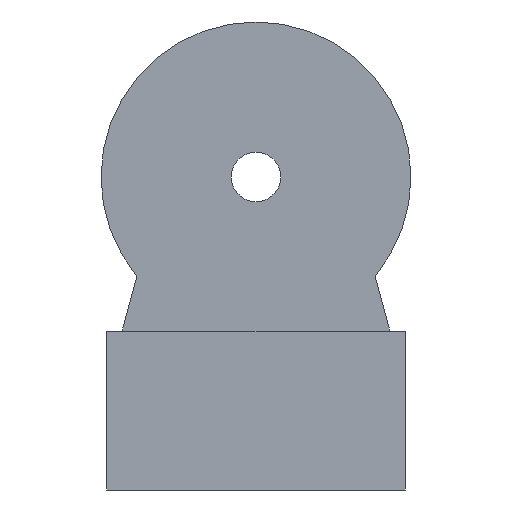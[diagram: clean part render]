
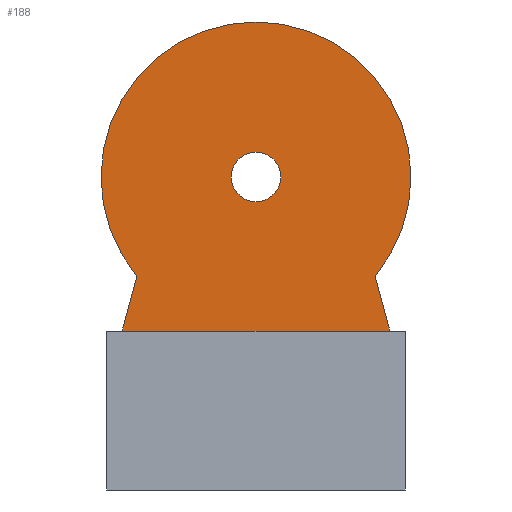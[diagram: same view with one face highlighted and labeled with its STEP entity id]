
A CAD part, front view. The second image highlights one B-rep face of the part: STEP entity #188.
In plain terms, the highlighted planar face has unit normal (0, -1, 0).
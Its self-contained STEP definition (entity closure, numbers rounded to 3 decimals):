
#2 = LINE ( 'NONE', #294, #463 ) ;
#19 = CARTESIAN_POINT ( 'NONE',  ( 0., -34.29, 80.023 ) ) ;
#25 = EDGE_CURVE ( 'NONE', #439, #301, #688, .T. ) ;
#49 = EDGE_LOOP ( 'NONE', ( #91, #587, #127, #322, #671 ) ) ;
#82 = DIRECTION ( 'NONE',  ( 0., 1., 0. ) ) ;
#89 = DIRECTION ( 'NONE',  ( 0., 0., -1. ) ) ;
#90 = FACE_BOUND ( 'NONE', #264, .T. ) ;
#91 = ORIENTED_EDGE ( 'NONE', *, *, #332, .F. ) ;
#108 = VECTOR ( 'NONE', #373, 1000. ) ;
#121 = EDGE_CURVE ( 'NONE', #716, #237, #554, .T. ) ;
#124 = CIRCLE ( 'NONE', #514, 6.35 ) ;
#127 = ORIENTED_EDGE ( 'NONE', *, *, #637, .F. ) ;
#128 = DIRECTION ( 'NONE',  ( 0., 1., 0. ) ) ;
#156 = DIRECTION ( 'NONE',  ( 0., -1., 0. ) ) ;
#178 = CARTESIAN_POINT ( 'NONE',  ( -34.29, -34.29, 40.399 ) ) ;
#179 = ORIENTED_EDGE ( 'NONE', *, *, #121, .F. ) ;
#188 = ADVANCED_FACE ( 'NONE', ( #90, #443 ), #236, .F. ) ;
#199 = CARTESIAN_POINT ( 'NONE',  ( 0., -34.29, 80.023 ) ) ;
#207 = EDGE_CURVE ( 'NONE', #540, #658, #2, .T. ) ;
#218 = AXIS2_PLACEMENT_3D ( 'NONE', #199, #82, #362 ) ;
#228 = DIRECTION ( 'NONE',  ( 0., 1., 0. ) ) ;
#236 = PLANE ( 'NONE',  #666 ) ;
#237 = VERTEX_POINT ( 'NONE', #552 ) ;
#244 = DIRECTION ( 'NONE',  ( 0., -1., 0. ) ) ;
#259 = LINE ( 'NONE', #435, #108 ) ;
#264 = EDGE_LOOP ( 'NONE', ( #179, #695 ) ) ;
#285 = EDGE_CURVE ( 'NONE', #237, #716, #124, .T. ) ;
#294 = CARTESIAN_POINT ( 'NONE',  ( 34.29, -34.29, 40.399 ) ) ;
#301 = VERTEX_POINT ( 'NONE', #308 ) ;
#308 = CARTESIAN_POINT ( 'NONE',  ( -30.463, -34.29, 54.683 ) ) ;
#322 = ORIENTED_EDGE ( 'NONE', *, *, #542, .F. ) ;
#331 = CARTESIAN_POINT ( 'NONE',  ( -34.225, -34.29, 40.64 ) ) ;
#332 = EDGE_CURVE ( 'NONE', #658, #439, #259, .T. ) ;
#362 = DIRECTION ( 'NONE',  ( 0., 0., 1. ) ) ;
#373 = DIRECTION ( 'NONE',  ( -1., 0., 0. ) ) ;
#402 = CARTESIAN_POINT ( 'NONE',  ( 0., -34.29, 80.023 ) ) ;
#417 = DIRECTION ( 'NONE',  ( 0.259, 0., -0.966 ) ) ;
#435 = CARTESIAN_POINT ( 'NONE',  ( 0., -34.29, 40.64 ) ) ;
#439 = VERTEX_POINT ( 'NONE', #331 ) ;
#443 = FACE_OUTER_BOUND ( 'NONE', #49, .T. ) ;
#451 = AXIS2_PLACEMENT_3D ( 'NONE', #474, #244, #670 ) ;
#463 = VECTOR ( 'NONE', #417, 1000. ) ;
#474 = CARTESIAN_POINT ( 'NONE',  ( 0., -34.29, 80.023 ) ) ;
#513 = DIRECTION ( 'NONE',  ( 0.259, 0., 0.966 ) ) ;
#514 = AXIS2_PLACEMENT_3D ( 'NONE', #733, #156, #89 ) ;
#515 = CARTESIAN_POINT ( 'NONE',  ( 0., -34.29, 119.647 ) ) ;
#516 = VECTOR ( 'NONE', #513, 1000. ) ;
#524 = AXIS2_PLACEMENT_3D ( 'NONE', #402, #228, #761 ) ;
#540 = VERTEX_POINT ( 'NONE', #643 ) ;
#542 = EDGE_CURVE ( 'NONE', #301, #598, #640, .T. ) ;
#552 = CARTESIAN_POINT ( 'NONE',  ( 0., -34.29, 86.373 ) ) ;
#554 = CIRCLE ( 'NONE', #451, 6.35 ) ;
#587 = ORIENTED_EDGE ( 'NONE', *, *, #207, .F. ) ;
#598 = VERTEX_POINT ( 'NONE', #515 ) ;
#637 = EDGE_CURVE ( 'NONE', #598, #540, #759, .T. ) ;
#640 = CIRCLE ( 'NONE', #524, 39.624 ) ;
#643 = CARTESIAN_POINT ( 'NONE',  ( 30.463, -34.29, 54.683 ) ) ;
#658 = VERTEX_POINT ( 'NONE', #723 ) ;
#661 = DIRECTION ( 'NONE',  ( 0., 0., 1. ) ) ;
#666 = AXIS2_PLACEMENT_3D ( 'NONE', #19, #128, #661 ) ;
#670 = DIRECTION ( 'NONE',  ( 0., 0., -1. ) ) ;
#671 = ORIENTED_EDGE ( 'NONE', *, *, #25, .F. ) ;
#688 = LINE ( 'NONE', #178, #516 ) ;
#695 = ORIENTED_EDGE ( 'NONE', *, *, #285, .F. ) ;
#716 = VERTEX_POINT ( 'NONE', #732 ) ;
#723 = CARTESIAN_POINT ( 'NONE',  ( 34.225, -34.29, 40.64 ) ) ;
#732 = CARTESIAN_POINT ( 'NONE',  ( 0., -34.29, 73.673 ) ) ;
#733 = CARTESIAN_POINT ( 'NONE',  ( 0., -34.29, 80.023 ) ) ;
#759 = CIRCLE ( 'NONE', #218, 39.624 ) ;
#761 = DIRECTION ( 'NONE',  ( 0., 0., 1. ) ) ;
